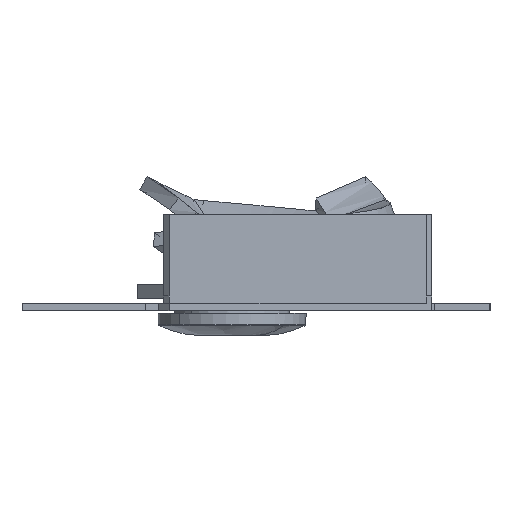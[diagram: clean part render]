
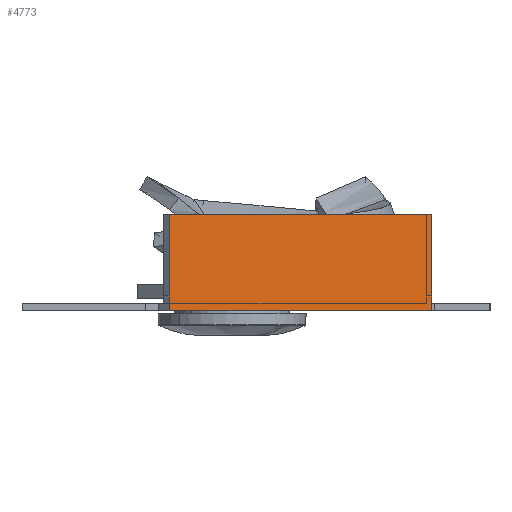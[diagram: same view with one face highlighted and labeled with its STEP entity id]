
A CAD part, left-side view. The second image highlights one B-rep face of the part: STEP entity #4773.
In plain terms, the highlighted planar face has unit normal (-0.707, -0.707, 0).
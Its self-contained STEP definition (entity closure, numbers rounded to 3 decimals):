
#130 = VERTEX_POINT ( 'NONE', #4635 ) ;
#227 = DIRECTION ( 'NONE',  ( 0., 0., -1. ) ) ;
#246 = VERTEX_POINT ( 'NONE', #3103 ) ;
#397 = ORIENTED_EDGE ( 'NONE', *, *, #3091, .F. ) ;
#420 = CARTESIAN_POINT ( 'NONE',  ( -240.787, 43.209, -1. ) ) ;
#448 = VECTOR ( 'NONE', #3658, 1000. ) ;
#697 = CARTESIAN_POINT ( 'NONE',  ( -205.432, 7.854, 12. ) ) ;
#751 = VECTOR ( 'NONE', #4502, 1000. ) ;
#780 = EDGE_CURVE ( 'NONE', #130, #246, #4737, .T. ) ;
#832 = DIRECTION ( 'NONE',  ( 0., 0., 1. ) ) ;
#890 = ORIENTED_EDGE ( 'NONE', *, *, #1879, .T. ) ;
#1091 = DIRECTION ( 'NONE',  ( 0., 0., -1. ) ) ;
#1123 = AXIS2_PLACEMENT_3D ( 'NONE', #2404, #3241, #2038 ) ;
#1279 = CARTESIAN_POINT ( 'NONE',  ( -240.787, 43.209, 1. ) ) ;
#1303 = VECTOR ( 'NONE', #1372, 1000. ) ;
#1307 = VERTEX_POINT ( 'NONE', #3420 ) ;
#1372 = DIRECTION ( 'NONE',  ( 0., 0., -1. ) ) ;
#1583 = EDGE_CURVE ( 'NONE', #2349, #2917, #5031, .T. ) ;
#1657 = VECTOR ( 'NONE', #1091, 1000. ) ;
#1683 = CARTESIAN_POINT ( 'NONE',  ( -205.432, 7.854, 12. ) ) ;
#1752 = FACE_OUTER_BOUND ( 'NONE', #1867, .T. ) ;
#1801 = CARTESIAN_POINT ( 'NONE',  ( -205.432, 7.854, 0. ) ) ;
#1810 = VECTOR ( 'NONE', #832, 1000. ) ;
#1867 = EDGE_LOOP ( 'NONE', ( #2098, #890, #3895, #3308, #397, #4334 ) ) ;
#1879 = EDGE_CURVE ( 'NONE', #2349, #4759, #2350, .T. ) ;
#2038 = DIRECTION ( 'NONE',  ( 0.707, -0.707, 0. ) ) ;
#2098 = ORIENTED_EDGE ( 'NONE', *, *, #1583, .F. ) ;
#2349 = VERTEX_POINT ( 'NONE', #1279 ) ;
#2350 = LINE ( 'NONE', #4086, #1303 ) ;
#2404 = CARTESIAN_POINT ( 'NONE',  ( -205.432, 7.854, 12. ) ) ;
#2514 = CARTESIAN_POINT ( 'NONE',  ( -240.787, 43.209, 12. ) ) ;
#2752 = LINE ( 'NONE', #1801, #4666 ) ;
#2917 = VERTEX_POINT ( 'NONE', #2514 ) ;
#3091 = EDGE_CURVE ( 'NONE', #1307, #130, #2752, .T. ) ;
#3103 = CARTESIAN_POINT ( 'NONE',  ( -205.432, 7.854, -1. ) ) ;
#3241 = DIRECTION ( 'NONE',  ( 0.707, 0.707, 0. ) ) ;
#3308 = ORIENTED_EDGE ( 'NONE', *, *, #780, .F. ) ;
#3420 = CARTESIAN_POINT ( 'NONE',  ( -205.432, 7.854, 12. ) ) ;
#3626 = EDGE_CURVE ( 'NONE', #2917, #1307, #4600, .T. ) ;
#3658 = DIRECTION ( 'NONE',  ( 0.707, -0.707, 0. ) ) ;
#3895 = ORIENTED_EDGE ( 'NONE', *, *, #4753, .T. ) ;
#4048 = PLANE ( 'NONE',  #1123 ) ;
#4086 = CARTESIAN_POINT ( 'NONE',  ( -240.787, 43.209, 1. ) ) ;
#4334 = ORIENTED_EDGE ( 'NONE', *, *, #3626, .F. ) ;
#4502 = DIRECTION ( 'NONE',  ( 0.707, -0.707, 0. ) ) ;
#4594 = LINE ( 'NONE', #4840, #751 ) ;
#4600 = LINE ( 'NONE', #1683, #448 ) ;
#4635 = CARTESIAN_POINT ( 'NONE',  ( -205.432, 7.854, 1. ) ) ;
#4666 = VECTOR ( 'NONE', #227, 1000. ) ;
#4737 = LINE ( 'NONE', #697, #1657 ) ;
#4753 = EDGE_CURVE ( 'NONE', #4759, #246, #4594, .T. ) ;
#4759 = VERTEX_POINT ( 'NONE', #420 ) ;
#4773 = ADVANCED_FACE ( 'NONE', ( #1752 ), #4048, .F. ) ;
#4840 = CARTESIAN_POINT ( 'NONE',  ( -219.36, 21.781, -1. ) ) ;
#4870 = CARTESIAN_POINT ( 'NONE',  ( -240.787, 43.209, 12. ) ) ;
#5031 = LINE ( 'NONE', #4870, #1810 ) ;
